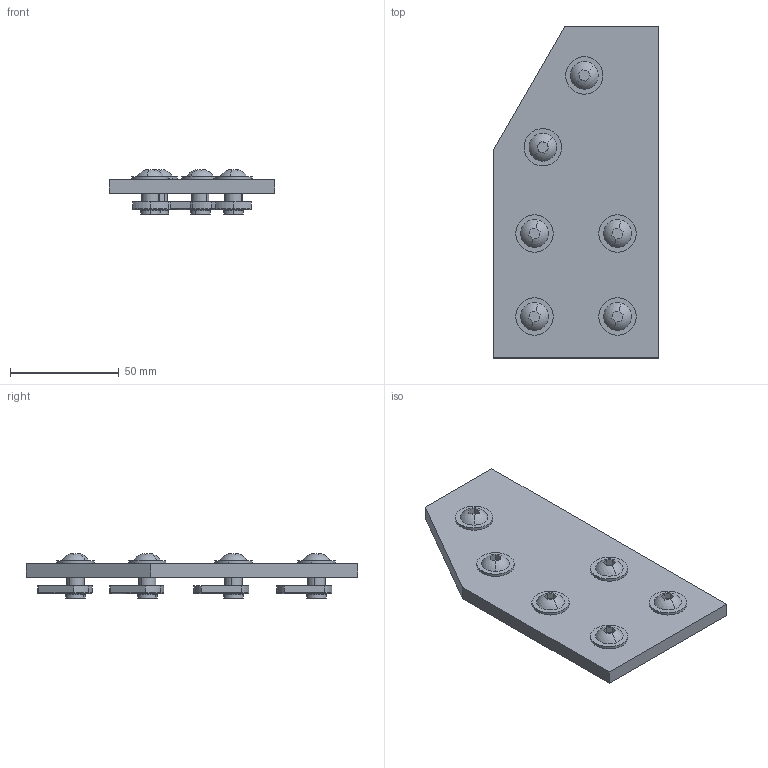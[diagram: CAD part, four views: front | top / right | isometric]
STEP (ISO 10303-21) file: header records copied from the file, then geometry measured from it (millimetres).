
FILE_DESCRIPTION (( 'STEP AP203' ), '1' );
FILE_NAME ('653194.SLDASM.step', '2003-10-13T11:29:44', ( 'Jerry Winters' ), ( 'GoEngineer' ), 'SwSTEP 2.0', 'SolidWorks 2003174', '' );
FILE_SCHEMA (( 'CONFIG_CONTROL_DESIGN' ));
Length unit declared in the file: inch
Products named in the file (5): 653194.SLDASM; Joining Plate (Angle)_653194; 651129; FBHSCS_651134; 651097
Assembly tree (9 placements, depth 3):
  653194.SLDASM
    651129  x6
      FBHSCS_651134
      651097
    Joining Plate (Angle)_653194
Bounding box: 76.2 x 152.4 x 20.27 mm (x, y, z)
Volume: 80536.7 mm3; surface area: 37115.7 mm2
Topology: 13 solids, 13 shells, 229 faces, 501 edges, 316 vertices
Faces by surface type: plane 97, cylinder 90, torus 30, sphere 12
Entity records: 2299 total; most frequent: DIRECTION 320, CARTESIAN_POINT 294, ORIENTED_EDGE 252, AXIS2_PLACEMENT_3D 131, EDGE_CURVE 126, VERTEX_POINT 81, EDGE_LOOP 71, CIRCLE 64
